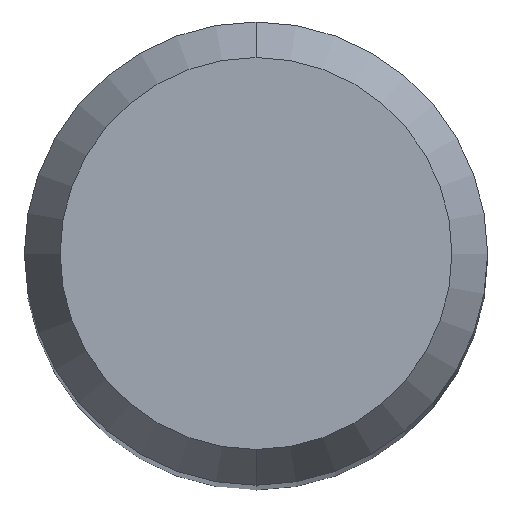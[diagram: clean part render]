
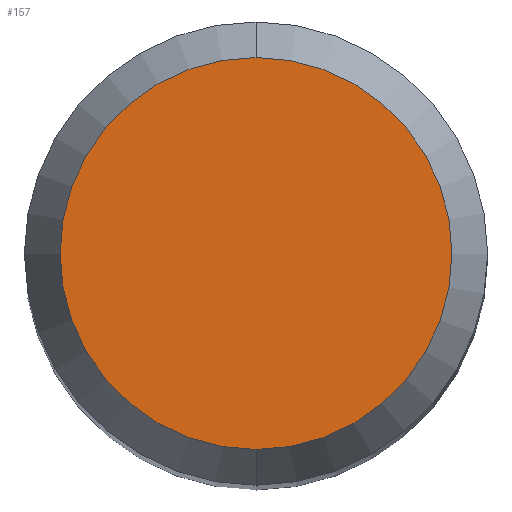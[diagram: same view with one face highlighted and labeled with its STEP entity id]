
A CAD part, top view. The second image highlights one B-rep face of the part: STEP entity #157.
In plain terms, the highlighted planar face has unit normal (0, 0, 1).
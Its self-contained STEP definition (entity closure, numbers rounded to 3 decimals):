
#153=EDGE_CURVE('',#273,#165,#391,.T.);
#157=ADVANCED_FACE('',(#395),#396,.T.);
#165=VERTEX_POINT('',#405);
#273=VERTEX_POINT('',#524);
#289=EDGE_CURVE('',#165,#273,#543,.T.);
#391=CIRCLE('',#652,2.538);
#395=FACE_OUTER_BOUND('',#657,.T.);
#396=PLANE('',#658);
#405=CARTESIAN_POINT('',(0.,-2.538,0.0));
#524=CARTESIAN_POINT('',(0.0,2.538,0.0));
#543=CIRCLE('',#847,2.538);
#652=AXIS2_PLACEMENT_3D('',#969,#970,#971);
#657=EDGE_LOOP('',(#976,#977));
#658=AXIS2_PLACEMENT_3D('',#978,#979,#980);
#847=AXIS2_PLACEMENT_3D('',#1156,#1157,#1158);
#969=CARTESIAN_POINT('',(0.0,0.0,0.0));
#970=DIRECTION('',(0.0,0.0,-1.0));
#971=DIRECTION('',(0.0,1.0,0.0));
#976=ORIENTED_EDGE('',*,*,#153,.F.);
#977=ORIENTED_EDGE('',*,*,#289,.F.);
#978=CARTESIAN_POINT('',(0.0,1.269,0.0));
#979=DIRECTION('',(-0.0,0.0,1.0));
#980=DIRECTION('',(0.0,-1.0,0.0));
#1156=CARTESIAN_POINT('',(0.0,0.0,0.0));
#1157=DIRECTION('',(0.0,0.0,-1.0));
#1158=DIRECTION('',(0.0,1.0,0.0));
